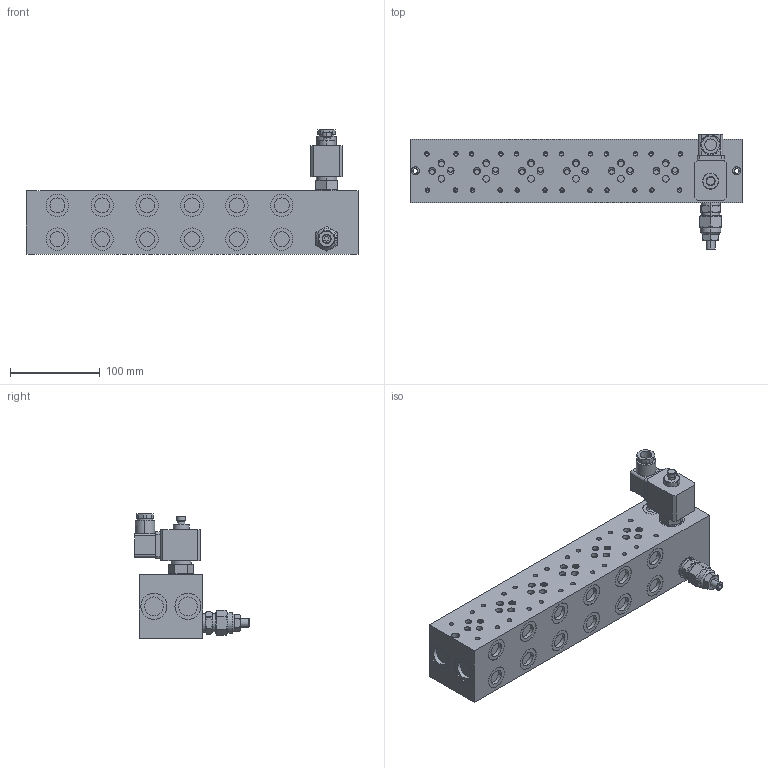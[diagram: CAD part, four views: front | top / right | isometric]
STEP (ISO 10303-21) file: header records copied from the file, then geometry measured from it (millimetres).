
FILE_DESCRIPTION((''),'2;1');
FILE_NAME('em213_6_zk.stp','2019-04-02T09:18:02',(''),(''),'Mechanical Desktop 2011','Mechanical Desktop 2011',', , ');
FILE_SCHEMA(('CONFIG_CONTROL_DESIGN'));
Length unit declared in the file: millimetre
Products named in the file (2): Product; VEI8A2A
Assembly tree (1 placements, depth 2):
  Product
    VEI8A2A
Bounding box: 370 x 128 x 138.45 mm (x, y, z)
Volume: 1915256.5 mm3; surface area: 155755.3 mm2
Topology: 6 solids, 6 shells, 628 faces, 1449 edges, 912 vertices
Faces by surface type: cylinder 300, plane 218, cone 110
Entity records: 18772 total; most frequent: CARTESIAN_POINT 4340, DIRECTION 3209, ORIENTED_EDGE 2784, EDGE_CURVE 1392, AXIS2_PLACEMENT_3D 1314, VERTEX_POINT 910, EDGE_LOOP 766, CIRCLE 654
